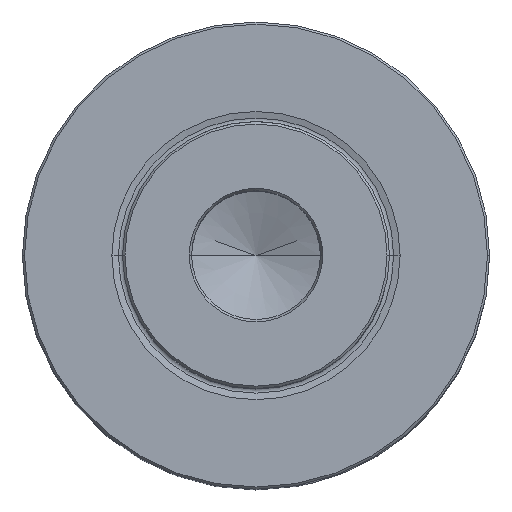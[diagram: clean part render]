
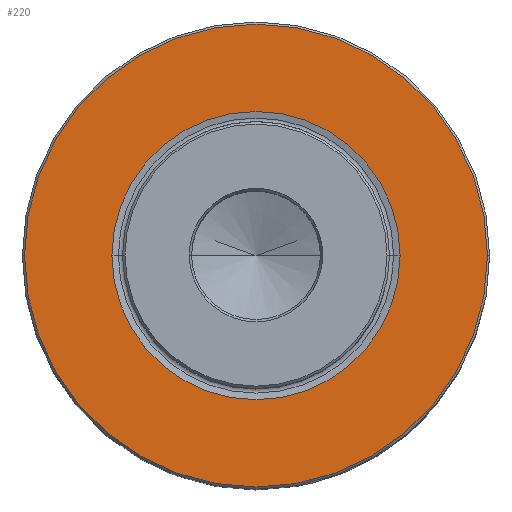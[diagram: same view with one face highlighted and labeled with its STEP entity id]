
A CAD part, top view. The second image highlights one B-rep face of the part: STEP entity #220.
In plain terms, the highlighted planar face has unit normal (0, 0, 1).
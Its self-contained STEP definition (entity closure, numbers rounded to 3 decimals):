
#220=ADVANCED_FACE('NONE',(#628,#629),#630,.T.);
#222=VERTEX_POINT('NONE',#632);
#252=VERTEX_POINT('NONE',#664);
#260=EDGE_CURVE('NONE',#584,#222,#674,.T.);
#496=EDGE_CURVE('NONE',#222,#584,#937,.T.);
#518=VERTEX_POINT('NONE',#960);
#576=EDGE_CURVE('NONE',#518,#252,#1030,.T.);
#584=VERTEX_POINT('NONE',#1038);
#596=EDGE_CURVE('NONE',#252,#518,#1050,.T.);
#628=FACE_OUTER_BOUND('',#1073,.T.);
#629=FACE_BOUND('',#1074,.T.);
#630=PLANE('',#1075);
#632=CARTESIAN_POINT('',(-15.112,0.,0.0));
#664=CARTESIAN_POINT('',(24.275,0.,0.0));
#674=CIRCLE('',#1186,15.112);
#937=CIRCLE('',#1603,15.112);
#960=CARTESIAN_POINT('',(-24.275,0.,0.0));
#1030=CIRCLE('',#1717,24.275);
#1038=CARTESIAN_POINT('',(15.112,0.,0.0));
#1050=CIRCLE('',#1748,24.275);
#1073=EDGE_LOOP('',(#1790,#1791));
#1074=EDGE_LOOP('',(#1792,#1793));
#1075=AXIS2_PLACEMENT_3D('',#1794,#1795,#1796);
#1186=AXIS2_PLACEMENT_3D('',#1843,#1844,#1845);
#1603=AXIS2_PLACEMENT_3D('',#2175,#2176,#2177);
#1717=AXIS2_PLACEMENT_3D('',#2300,#2301,#2302);
#1748=AXIS2_PLACEMENT_3D('',#2318,#2319,#2320);
#1790=ORIENTED_EDGE('',*,*,#576,.F.);
#1791=ORIENTED_EDGE('',*,*,#596,.F.);
#1792=ORIENTED_EDGE('',*,*,#260,.F.);
#1793=ORIENTED_EDGE('',*,*,#496,.F.);
#1794=CARTESIAN_POINT('',(-14.0,0.0,0.0));
#1795=DIRECTION('',(-0.0,0.0,1.0));
#1796=DIRECTION('',(0.0,1.0,0.0));
#1843=CARTESIAN_POINT('',(0.0,0.0,0.0));
#1844=DIRECTION('',(0.0,-0.0,1.0));
#1845=DIRECTION('',(0.0,1.0,0.0));
#2175=CARTESIAN_POINT('',(0.0,0.0,0.0));
#2176=DIRECTION('',(0.0,-0.0,1.0));
#2177=DIRECTION('',(0.0,1.0,0.0));
#2300=CARTESIAN_POINT('',(0.0,0.0,0.0));
#2301=DIRECTION('',(0.0,0.0,-1.0));
#2302=DIRECTION('',(0.0,1.0,0.0));
#2318=CARTESIAN_POINT('',(0.0,0.0,0.0));
#2319=DIRECTION('',(0.0,0.0,-1.0));
#2320=DIRECTION('',(0.,1.0,0.0));
